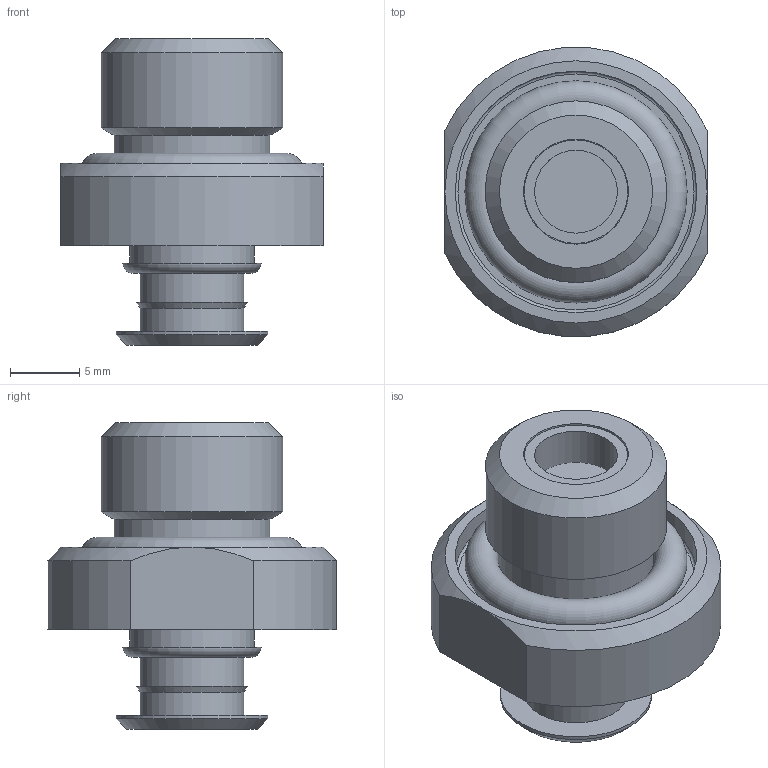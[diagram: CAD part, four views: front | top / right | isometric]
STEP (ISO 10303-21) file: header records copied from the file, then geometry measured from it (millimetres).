
FILE_DESCRIPTION( ( 'Unknown' ), '1' );
FILE_NAME( '3251007.stp', 'Unknown', ( 'Unknown' ), ( 'Unknown' ), 'PSStep 14.0', 'Unknown', ' ' );
FILE_SCHEMA( ( 'AUTOMOTIVE_DESIGN { 1 0 10303 214 1 1 1 1 }' ) );
Length unit declared in the file: millimetre
Products named in the file (8): 3250091; 3150332; 3150310; 3150308; 0119707; Assem1; 3150304; 3150305
Assembly tree (7 placements, depth 3):
  Assem1
    3150304
    3150305
    3250091
      3150332
      3150310
      3150308
      0119707
Bounding box: 19 x 20.92 x 22.2 mm (x, y, z)
Volume: 2948.3 mm3; surface area: 3096 mm2
Topology: 6 solids, 6 shells, 747 faces, 1724 edges, 996 vertices
Faces by surface type: plane 703, cylinder 28, cone 12, torus 4
Full cylindrical faces by diameter (mm): 0.9 x1, 2 x4, 2.7 x1, 3 x1, 5 x1, 5.7 x1, 6 x4, 7.3 x1, 7.5 x4, 7.6 x1, 9 x1, 11 x1, 11.3 x1, 13.16 x1, 17.5 x1
Entity records: 26020 total; most frequent: CARTESIAN_POINT 3604, DIRECTION 3456, ORIENTED_EDGE 3342, EDGE_CURVE 1671, LINE 1362, VECTOR 1362, AXIS2_PLACEMENT_3D 1047, VERTEX_POINT 979
